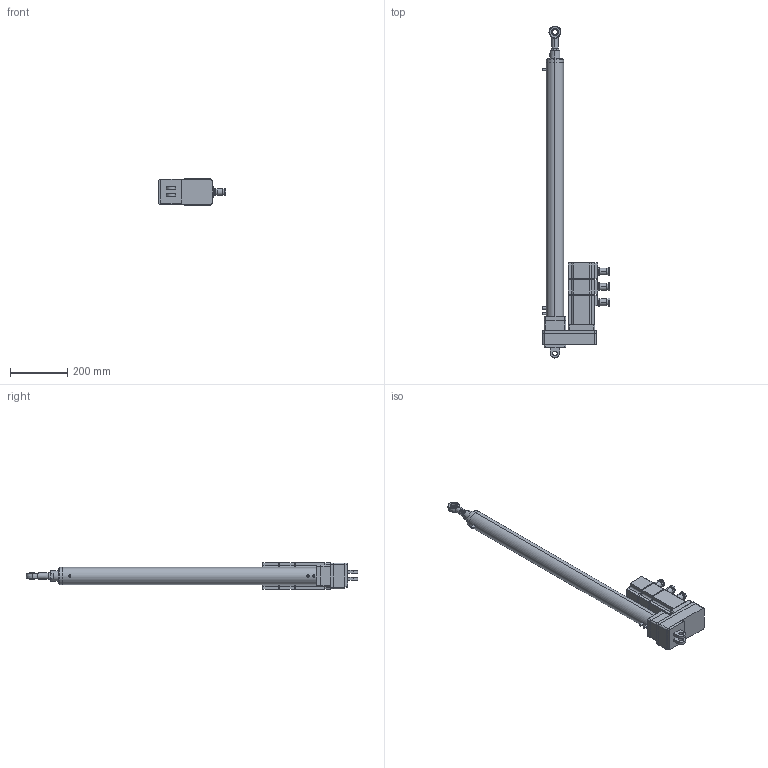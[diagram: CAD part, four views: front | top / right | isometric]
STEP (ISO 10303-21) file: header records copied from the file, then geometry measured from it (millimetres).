
FILE_DESCRIPTION (( 'STEP AP203' ), '1' );
FILE_NAME ('RLA60-5QX-5KN-R800-125mm-s.STEP', '2025-01-04T01:11:12', ( '微软用户' ), ( '微软中国' ), 'SwSTEP 2.0', 'SolidWorks 2022', '' );
FILE_SCHEMA (( 'CONFIG_CONTROL_DESIGN' ));
Length unit declared in the file: millimetre
Products named in the file (5): 60缸行程800折叠圆缸筒; RLA60-5QX-5KN-R800-125mm-s; 90YJ075C带抱闸 ; rebn-16; 60缸后双销耳
Assembly tree (4 placements, depth 2):
  RLA60-5QX-5KN-R800-125mm-s
    60缸行程800折叠圆缸筒
    60缸后双销耳
    90YJ075C带抱闸 
    rebn-16
Bounding box: 234.5 x 1156 x 92 mm (x, y, z)
Volume: 3880604.8 mm3; surface area: 683052.4 mm2
Topology: 14 solids, 14 shells, 540 faces, 1362 edges, 874 vertices
Faces by surface type: cylinder 232, plane 222, bspline 55, cone 21, torus 8, sphere 2
Entity records: 23612 total; most frequent: CARTESIAN_POINT 10547, ORIENTED_EDGE 2680, DIRECTION 2568, EDGE_CURVE 1340, AXIS2_PLACEMENT_3D 947, VERTEX_POINT 874, LINE 674, VECTOR 674
